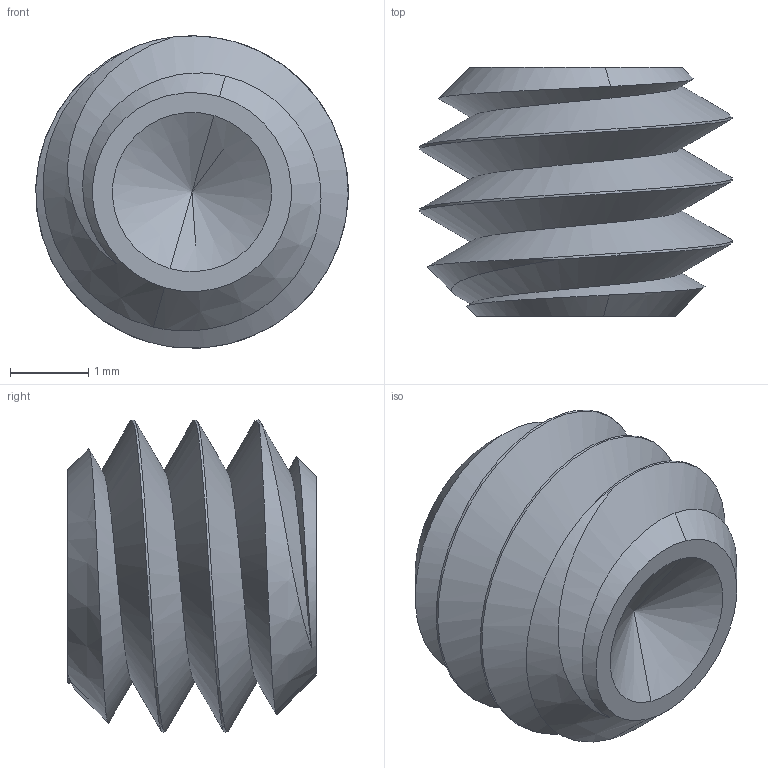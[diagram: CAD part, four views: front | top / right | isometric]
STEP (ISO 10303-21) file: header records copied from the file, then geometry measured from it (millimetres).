
FILE_DESCRIPTION(/* description */ (''),/* implementation_level */ '2;1');
FILE_NAME(/* name */ 'Tetrix_739901_Screw2.ipt.stp',/* time_stamp */ '2014-12-18T17:48:30-08:00',/* author */ ('Autodesk Inc.'),/* organization */ (''),/* preprocessor_version */ 'ST-DEVELOPER v15.6',/* originating_system */ 'Autodesk Inventor 2015',/* authorisation */ '');
FILE_SCHEMA (('CONFIG_CONTROL_DESIGN','AUTOMOTIVE_DESIGN { 1 0 10303 214 3 1 1 }'));
Length unit declared in the file: inch
Products named in the file (1): Tetrix_739901_Screw2
Bounding box: 3.99 x 3.17 x 3.99 mm (x, y, z)
Volume: 19.9 mm3; surface area: 83.4 mm2
Topology: 1 solids, 1 shells, 24 faces, 63 edges, 41 vertices
Faces by surface type: plane 9, cone 7, cylinder 6, bspline 2
Entity records: 1753 total; most frequent: CARTESIAN_POINT 1202, ORIENTED_EDGE 122, DIRECTION 91, EDGE_CURVE 61, VERTEX_POINT 41, AXIS2_PLACEMENT_3D 31, LINE 29, VECTOR 29
